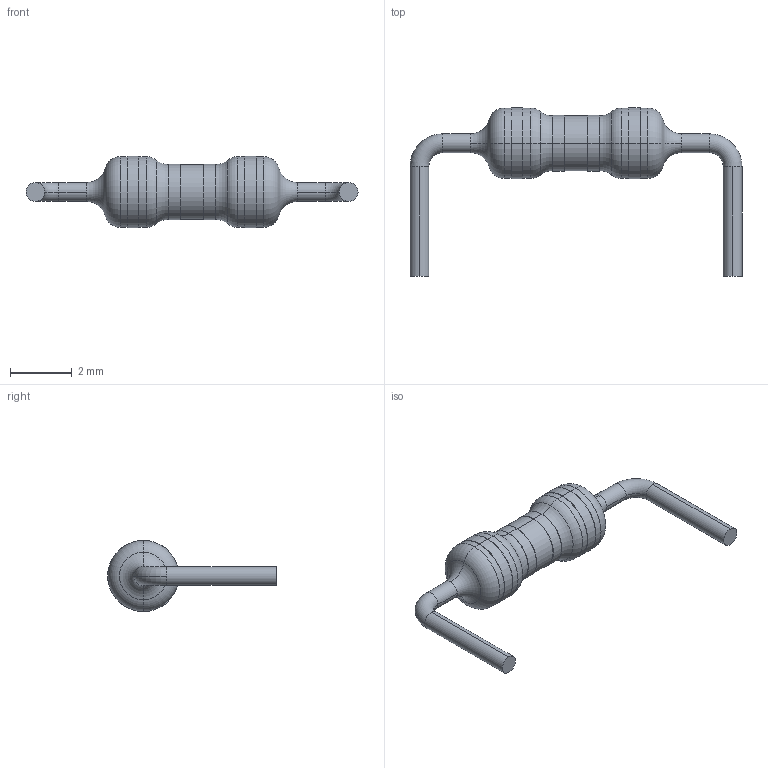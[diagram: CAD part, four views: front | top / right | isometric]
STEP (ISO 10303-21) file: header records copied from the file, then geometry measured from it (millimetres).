
FILE_DESCRIPTION (( 'STEP AP214' ), '1' );
FILE_NAME ('D030AE27-B97E-467F-9309-AE0023B58761.STEP', '2009-01-27T15:23:13', ( 'SysAdmin' ), ( 'SolidWorks' ), 'SwSTEP 2.0', 'SolidWorks 2009', '' );
FILE_SCHEMA (( 'AUTOMOTIVE_DESIGN' ));
Length unit declared in the file: inch
Products named in the file (1): D030AE27-B97E-467F-9309-AE0023B58761
Bounding box: 10.77 x 5.47 x 2.31 mm (x, y, z)
Volume: 23 mm3; surface area: 66.8 mm2
Topology: 1 solids, 1 shells, 56 faces, 118 edges, 72 vertices
Faces by surface type: cylinder 26, torus 20, plane 10
Entity records: 2289 total; most frequent: DIRECTION 324, CARTESIAN_POINT 247, ORIENTED_EDGE 236, AXIS2_PLACEMENT_3D 149, EDGE_CURVE 118, CIRCLE 92, VERTEX_POINT 72, EDGE_LOOP 64
